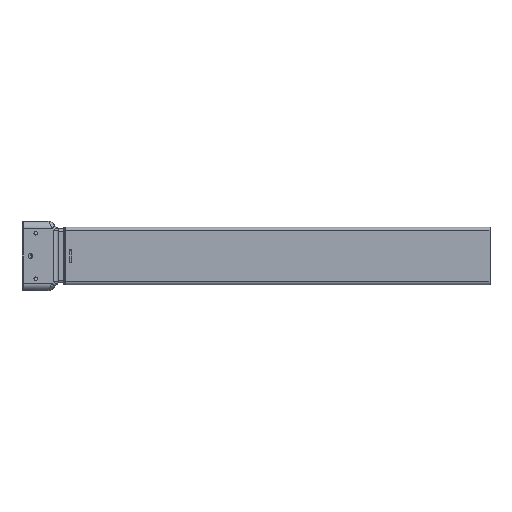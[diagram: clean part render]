
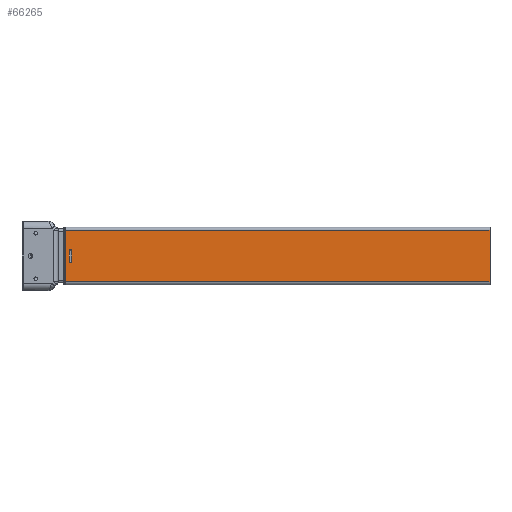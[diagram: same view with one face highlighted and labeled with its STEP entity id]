
A CAD part, left-side view. The second image highlights one B-rep face of the part: STEP entity #66265.
In plain terms, the highlighted planar face has unit normal (-1, 0, 0).
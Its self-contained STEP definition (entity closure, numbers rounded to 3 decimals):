
#476 = CARTESIAN_POINT ( 'NONE',  ( -25., 584.417, 0. ) ) ;
#5759 = VERTEX_POINT ( 'NONE', #79234 ) ;
#6614 = VERTEX_POINT ( 'NONE', #41581 ) ;
#11249 = VERTEX_POINT ( 'NONE', #24303 ) ;
#11701 = LINE ( 'NONE', #24969, #71821 ) ;
#13645 = LINE ( 'NONE', #45976, #43232 ) ;
#16670 = EDGE_CURVE ( 'NONE', #79057, #39308, #80830, .T. ) ;
#18562 = CARTESIAN_POINT ( 'NONE',  ( -25., 590., -36. ) ) ;
#19030 = ORIENTED_EDGE ( 'NONE', *, *, #16670, .T. ) ;
#19403 = FACE_BOUND ( 'NONE', #35055, .T. ) ;
#19592 = VERTEX_POINT ( 'NONE', #58809 ) ;
#19855 = VECTOR ( 'NONE', #53019, 1000. ) ;
#23538 = EDGE_CURVE ( 'NONE', #11249, #75397, #47346, .T. ) ;
#24303 = CARTESIAN_POINT ( 'NONE',  ( -25., 0., 36. ) ) ;
#24969 = CARTESIAN_POINT ( 'NONE',  ( -25., 0., 36. ) ) ;
#25224 = DIRECTION ( 'NONE',  ( 1., 0., 0. ) ) ;
#25710 = VECTOR ( 'NONE', #33201, 1000. ) ;
#26083 = VECTOR ( 'NONE', #52358, 1000. ) ;
#26943 = EDGE_CURVE ( 'NONE', #5759, #19592, #72939, .T. ) ;
#27295 = DIRECTION ( 'NONE',  ( 0., 1., 0. ) ) ;
#27522 = CARTESIAN_POINT ( 'NONE',  ( -25., 590., -36. ) ) ;
#29368 = CARTESIAN_POINT ( 'NONE',  ( -25., 580.783, 0. ) ) ;
#30640 = FACE_OUTER_BOUND ( 'NONE', #58355, .T. ) ;
#33201 = DIRECTION ( 'NONE',  ( 0., 1., 0. ) ) ;
#34220 = ORIENTED_EDGE ( 'NONE', *, *, #57648, .T. ) ;
#35055 = EDGE_LOOP ( 'NONE', ( #69797, #69654, #35519, #34220 ) ) ;
#35519 = ORIENTED_EDGE ( 'NONE', *, *, #69113, .T. ) ;
#36995 = CARTESIAN_POINT ( 'NONE',  ( -25., 590., 36. ) ) ;
#39308 = VERTEX_POINT ( 'NONE', #27522 ) ;
#41460 = AXIS2_PLACEMENT_3D ( 'NONE', #69205, #25224, #50516 ) ;
#41581 = CARTESIAN_POINT ( 'NONE',  ( -25., 584.417, -8.417 ) ) ;
#41697 = EDGE_CURVE ( 'NONE', #63338, #5759, #61272, .T. ) ;
#43046 = CARTESIAN_POINT ( 'NONE',  ( -25., 584.417, 8.417 ) ) ;
#43205 = DIRECTION ( 'NONE',  ( 0., 0., 1. ) ) ;
#43232 = VECTOR ( 'NONE', #27295, 1000. ) ;
#45296 = VECTOR ( 'NONE', #49266, 1000. ) ;
#45656 = LINE ( 'NONE', #64750, #25710 ) ;
#45976 = CARTESIAN_POINT ( 'NONE',  ( -25., 0., -36. ) ) ;
#47346 = LINE ( 'NONE', #65234, #26083 ) ;
#49266 = DIRECTION ( 'NONE',  ( 0., 0., -1. ) ) ;
#49526 = EDGE_CURVE ( 'NONE', #11249, #79057, #11701, .T. ) ;
#49798 = VECTOR ( 'NONE', #43205, 1000. ) ;
#50516 = DIRECTION ( 'NONE',  ( 0., 0., -1. ) ) ;
#51395 = VECTOR ( 'NONE', #61682, 1000. ) ;
#52358 = DIRECTION ( 'NONE',  ( 0., 0., -1. ) ) ;
#53019 = DIRECTION ( 'NONE',  ( 0., 0., -1. ) ) ;
#56548 = ORIENTED_EDGE ( 'NONE', *, *, #49526, .T. ) ;
#57286 = LINE ( 'NONE', #476, #49798 ) ;
#57648 = EDGE_CURVE ( 'NONE', #6614, #63338, #57286, .T. ) ;
#57743 = ORIENTED_EDGE ( 'NONE', *, *, #58126, .F. ) ;
#58126 = EDGE_CURVE ( 'NONE', #75397, #39308, #13645, .T. ) ;
#58355 = EDGE_LOOP ( 'NONE', ( #19030, #57743, #68420, #56548 ) ) ;
#58809 = CARTESIAN_POINT ( 'NONE',  ( -25., 580.783, -8.417 ) ) ;
#61272 = LINE ( 'NONE', #74579, #51395 ) ;
#61682 = DIRECTION ( 'NONE',  ( 0., -1., 0. ) ) ;
#62303 = DIRECTION ( 'NONE',  ( 0., 1., 0. ) ) ;
#63338 = VERTEX_POINT ( 'NONE', #43046 ) ;
#64750 = CARTESIAN_POINT ( 'NONE',  ( -25., 582.6, -8.417 ) ) ;
#65234 = CARTESIAN_POINT ( 'NONE',  ( -25., 0., -36. ) ) ;
#66265 = ADVANCED_FACE ( 'NONE', ( #19403, #30640 ), #70035, .F. ) ;
#68420 = ORIENTED_EDGE ( 'NONE', *, *, #23538, .F. ) ;
#69113 = EDGE_CURVE ( 'NONE', #19592, #6614, #45656, .T. ) ;
#69205 = CARTESIAN_POINT ( 'NONE',  ( -25., 0., -36. ) ) ;
#69654 = ORIENTED_EDGE ( 'NONE', *, *, #26943, .T. ) ;
#69797 = ORIENTED_EDGE ( 'NONE', *, *, #41697, .T. ) ;
#70035 = PLANE ( 'NONE',  #41460 ) ;
#71821 = VECTOR ( 'NONE', #62303, 1000. ) ;
#72939 = LINE ( 'NONE', #29368, #19855 ) ;
#74579 = CARTESIAN_POINT ( 'NONE',  ( -25., 582.6, 8.417 ) ) ;
#75397 = VERTEX_POINT ( 'NONE', #77877 ) ;
#77877 = CARTESIAN_POINT ( 'NONE',  ( -25., 0., -36. ) ) ;
#79057 = VERTEX_POINT ( 'NONE', #36995 ) ;
#79234 = CARTESIAN_POINT ( 'NONE',  ( -25., 580.783, 8.417 ) ) ;
#80830 = LINE ( 'NONE', #18562, #45296 ) ;
